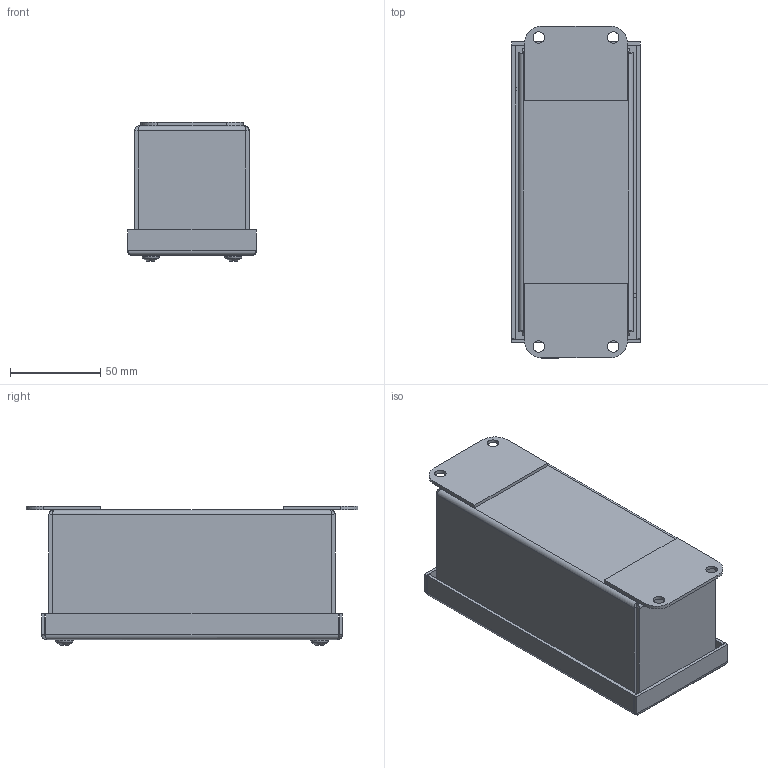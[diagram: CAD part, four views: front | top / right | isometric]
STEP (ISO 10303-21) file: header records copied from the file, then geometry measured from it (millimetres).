
FILE_DESCRIPTION(/* description */ ('2.81 X 6.57 LID'),/* implementation_level */ '2;1');
FILE_NAME(/* name */ 'PSL2.stp',/* time_stamp */ '2017-01-30T15:19:10+06:00',/* author */ ('vdas'),/* organization */ (''),/* preprocessor_version */ 'ST-DEVELOPER v16.1',/* originating_system */ 'Autodesk Inventor 2016',/* authorisation */ '');
FILE_SCHEMA (('AUTOMOTIVE_DESIGN { 1 0 10303 214 3 1 1 }'));
Length unit declared in the file: inch
Products named in the file (9): PSL2LID; 372163; 39077; PSL2BKP; 34984; 38837; 316236; 34837; PSL2
Assembly tree (20 placements, depth 2):
  PSL2
    PSL2LID
    372163  x4
    39077  x4
    PSL2BKP
    34984  x4
    38837  x2
    316236  x2
    34837  x2
Bounding box: 71.37 x 184.15 x 77.11 mm (x, y, z)
Volume: 140900.5 mm3; surface area: 143659 mm2
Topology: 20 solids, 20 shells, 520 faces, 1268 edges, 802 vertices
Faces by surface type: plane 302, cylinder 104, cone 66, torus 24, bspline 20, sphere 4
Full cylindrical faces by diameter (mm): 3.962 x4, 4.826 x6, 4.978 x4, 6.299 x4, 6.35 x6, 6.528 x4, 7.061 x4, 7.137 x4, 7.95 x4, 9.474 x4, 10.312 x4, 11.506 x4
Entity records: 8966 total; most frequent: CARTESIAN_POINT 2299, ORIENTED_EDGE 1258, DIRECTION 1256, EDGE_CURVE 629, AXIS2_PLACEMENT_3D 424, LINE 408, VECTOR 408, VERTEX_POINT 401
